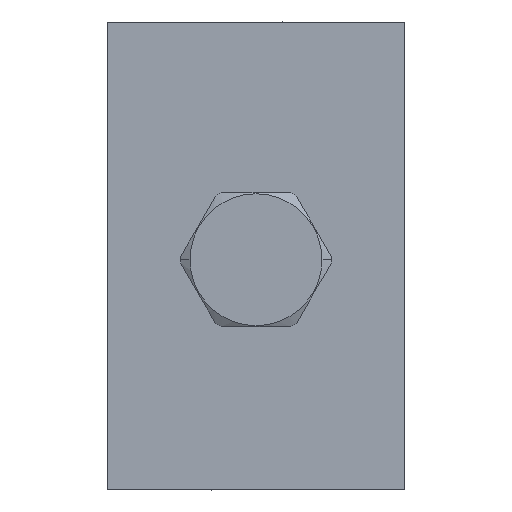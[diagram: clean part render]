
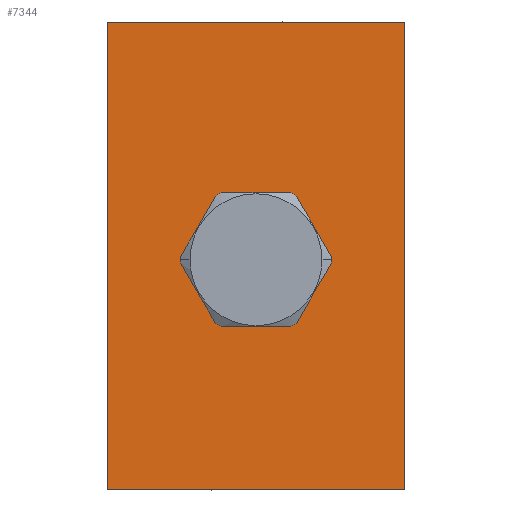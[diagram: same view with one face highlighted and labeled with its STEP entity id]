
A CAD part, left-side view. The second image highlights one B-rep face of the part: STEP entity #7344.
In plain terms, the highlighted planar face has unit normal (-1, 0, 0).
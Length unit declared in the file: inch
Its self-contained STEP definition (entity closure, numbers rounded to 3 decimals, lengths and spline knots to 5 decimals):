
#9=DIRECTION('',(0.,-1.,0.));
#10=VECTOR('',#9,2.5);
#11=CARTESIAN_POINT('',(0.,0.,0.));
#12=LINE('',#11,#10);
#2724=DIRECTION('',(0.,-1.,0.));
#2725=VECTOR('',#2724,2.5);
#2726=CARTESIAN_POINT('',(0.,0.,3.938));
#2727=LINE('',#2726,#2725);
#4371=DIRECTION('',(0.,0.,1.));
#4372=VECTOR('',#4371,3.938);
#4373=CARTESIAN_POINT('',(0.,-2.5,0.));
#4374=LINE('',#4373,#4372);
#4375=DIRECTION('',(0.,0.,1.));
#4376=VECTOR('',#4375,3.938);
#4377=CARTESIAN_POINT('',(0.,0.,0.));
#4378=LINE('',#4377,#4376);
#4379=CARTESIAN_POINT('',(0.,-1.25,1.938));
#4380=DIRECTION('',(1.,0.,0.));
#4381=DIRECTION('',(0.,0.,-1.));
#4382=AXIS2_PLACEMENT_3D('',#4379,#4380,#4381);
#4384=CARTESIAN_POINT('',(0.,-1.25,1.938));
#4385=DIRECTION('',(1.,0.,0.));
#4386=DIRECTION('',(0.,0.,1.));
#4387=AXIS2_PLACEMENT_3D('',#4384,#4385,#4386);
#4525=CARTESIAN_POINT('',(0.,0.,0.));
#4526=CARTESIAN_POINT('',(0.,-2.5,0.));
#4527=VERTEX_POINT('',#4525);
#4528=VERTEX_POINT('',#4526);
#4529=CARTESIAN_POINT('',(0.,0.,3.938));
#4530=CARTESIAN_POINT('',(0.,-2.5,3.938));
#4531=VERTEX_POINT('',#4529);
#4532=VERTEX_POINT('',#4530);
#4793=CARTESIAN_POINT('',(0.,-1.25,1.398));
#4794=CARTESIAN_POINT('',(0.,-1.25,2.478));
#4795=VERTEX_POINT('',#4793);
#4796=VERTEX_POINT('',#4794);
#7326=CARTESIAN_POINT('',(0.,0.,0.));
#7327=DIRECTION('',(-1.,0.,0.));
#7328=DIRECTION('',(0.,-1.,0.));
#7329=AXIS2_PLACEMENT_3D('',#7326,#7327,#7328);
#7330=PLANE('',#7329);
#7331=ORIENTED_EDGE('',*,*,#4962,.F.);
#7333=ORIENTED_EDGE('',*,*,#7332,.T.);
#7334=ORIENTED_EDGE('',*,*,#6133,.T.);
#7335=ORIENTED_EDGE('',*,*,#7320,.F.);
#7336=EDGE_LOOP('',(#7331,#7333,#7334,#7335));
#7337=FACE_OUTER_BOUND('',#7336,.F.);
#7339=ORIENTED_EDGE('',*,*,#7338,.F.);
#7341=ORIENTED_EDGE('',*,*,#7340,.F.);
#7342=EDGE_LOOP('',(#7339,#7341));
#7343=FACE_BOUND('',#7342,.F.);
#7344=ADVANCED_FACE('',(#7337,#7343),#7330,.T.);
#4383=CIRCLE('',#4382,0.54);
#4388=CIRCLE('',#4387,0.54);
#4962=EDGE_CURVE('',#4527,#4528,#12,.T.);
#6133=EDGE_CURVE('',#4531,#4532,#2727,.T.);
#7320=EDGE_CURVE('',#4528,#4532,#4374,.T.);
#7332=EDGE_CURVE('',#4527,#4531,#4378,.T.);
#7338=EDGE_CURVE('',#4795,#4796,#4383,.T.);
#7340=EDGE_CURVE('',#4796,#4795,#4388,.T.);
